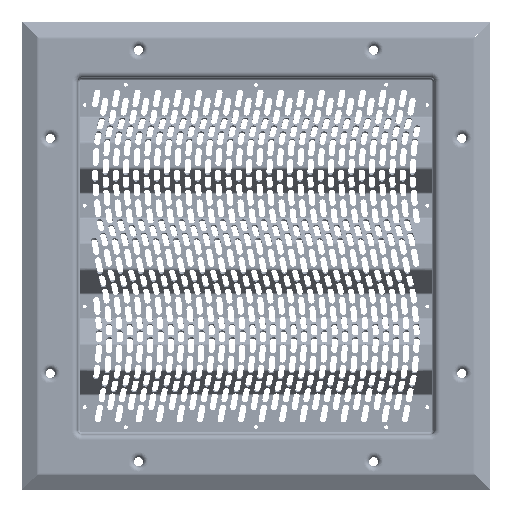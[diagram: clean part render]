
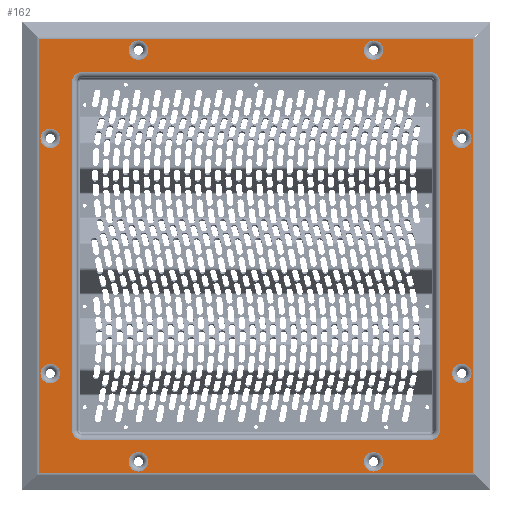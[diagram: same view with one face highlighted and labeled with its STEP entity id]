
A CAD part, front view. The second image highlights one B-rep face of the part: STEP entity #162.
In plain terms, the highlighted planar face has unit normal (0, -1, 0).
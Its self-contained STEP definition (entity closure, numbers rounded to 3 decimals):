
#162=ADVANCED_FACE('',(#4844,#4846,#4848,#4850,#4852,#4854,#4856,#4858,#4860,#4862),
#4864,.F.);
#4844=FACE_BOUND('',#4845,.T.);
#4845=EDGE_LOOP('',(#71586,#71587,#71588,#71589));
#4846=FACE_BOUND('',#4847,.T.);
#4847=EDGE_LOOP('',(#71590));
#4848=FACE_BOUND('',#4849,.T.);
#4849=EDGE_LOOP('',(#71591));
#4850=FACE_BOUND('',#4851,.T.);
#4851=EDGE_LOOP('',(#71592));
#4852=FACE_BOUND('',#4853,.T.);
#4853=EDGE_LOOP('',(#71593));
#4854=FACE_BOUND('',#4855,.T.);
#4855=EDGE_LOOP('',(#71594));
#4856=FACE_BOUND('',#4857,.T.);
#4857=EDGE_LOOP('',(#71595));
#4858=FACE_BOUND('',#4859,.T.);
#4859=EDGE_LOOP('',(#71596));
#4860=FACE_BOUND('',#4861,.T.);
#4861=EDGE_LOOP('',(#71597,#71598,#71599,#71600,#71601,#71602,#71603,#71604));
#4862=FACE_BOUND('',#4863,.T.);
#4863=EDGE_LOOP('',(#71605));
#4864=PLANE('',#4865);
#4865=AXIS2_PLACEMENT_3D('',#4866,#4867,#4868);
#4866=CARTESIAN_POINT('',(0.,0.,0.));
#4867=DIRECTION('',(0.,1.,0.));
#4868=DIRECTION('',(-1.,0.,0.));
#71586=ORIENTED_EDGE('',*,*,#98282,.T.);
#71587=ORIENTED_EDGE('',*,*,#98283,.T.);
#71588=ORIENTED_EDGE('',*,*,#98284,.T.);
#71589=ORIENTED_EDGE('',*,*,#98285,.T.);
#71590=ORIENTED_EDGE('',*,*,#98286,.T.);
#71591=ORIENTED_EDGE('',*,*,#98287,.T.);
#71592=ORIENTED_EDGE('',*,*,#98288,.T.);
#71593=ORIENTED_EDGE('',*,*,#98289,.T.);
#71594=ORIENTED_EDGE('',*,*,#98290,.T.);
#71595=ORIENTED_EDGE('',*,*,#98291,.T.);
#71596=ORIENTED_EDGE('',*,*,#98292,.T.);
#71597=ORIENTED_EDGE('',*,*,#98293,.F.);
#71598=ORIENTED_EDGE('',*,*,#98294,.F.);
#71599=ORIENTED_EDGE('',*,*,#98295,.F.);
#71600=ORIENTED_EDGE('',*,*,#98296,.F.);
#71601=ORIENTED_EDGE('',*,*,#98297,.F.);
#71602=ORIENTED_EDGE('',*,*,#98298,.F.);
#71603=ORIENTED_EDGE('',*,*,#98299,.F.);
#71604=ORIENTED_EDGE('',*,*,#98300,.F.);
#71605=ORIENTED_EDGE('',*,*,#98301,.F.);
#98282=EDGE_CURVE('',#111630,#111631,#111632,.T.);
#98283=EDGE_CURVE('',#111631,#111633,#111634,.T.);
#98284=EDGE_CURVE('',#111633,#111635,#111636,.T.);
#98285=EDGE_CURVE('',#111635,#111630,#111637,.T.);
#98286=EDGE_CURVE('',#111638,#111638,#111639,.F.);
#98287=EDGE_CURVE('',#111640,#111640,#111641,.F.);
#98288=EDGE_CURVE('',#111642,#111642,#111643,.F.);
#98289=EDGE_CURVE('',#111644,#111644,#111645,.F.);
#98290=EDGE_CURVE('',#111646,#111646,#111647,.F.);
#98291=EDGE_CURVE('',#111648,#111648,#111649,.F.);
#98292=EDGE_CURVE('',#111650,#111650,#111651,.F.);
#98293=EDGE_CURVE('',#111652,#111653,#111654,.T.);
#98294=EDGE_CURVE('',#111655,#111652,#111656,.T.);
#98295=EDGE_CURVE('',#111657,#111655,#111658,.T.);
#98296=EDGE_CURVE('',#111659,#111657,#111660,.T.);
#98297=EDGE_CURVE('',#111661,#111659,#111662,.T.);
#98298=EDGE_CURVE('',#111663,#111661,#111664,.T.);
#98299=EDGE_CURVE('',#111665,#111663,#111666,.T.);
#98300=EDGE_CURVE('',#111653,#111665,#111667,.T.);
#98301=EDGE_CURVE('',#111668,#111668,#111669,.T.);
#111630=VERTEX_POINT('',#132942);
#111631=VERTEX_POINT('',#132943);
#111632=LINE('',#132944,#132945);
#111633=VERTEX_POINT('',#132947);
#111634=LINE('',#132948,#132949);
#111635=VERTEX_POINT('',#132951);
#111636=LINE('',#132952,#132953);
#111637=LINE('',#132955,#132956);
#111638=VERTEX_POINT('',#132958);
#111639=CIRCLE('',#132959,8.137);
#111640=VERTEX_POINT('',#132963);
#111641=CIRCLE('',#132964,8.137);
#111642=VERTEX_POINT('',#132968);
#111643=CIRCLE('',#132969,8.137);
#111644=VERTEX_POINT('',#132973);
#111645=CIRCLE('',#132974,8.137);
#111646=VERTEX_POINT('',#132978);
#111647=CIRCLE('',#132979,8.137);
#111648=VERTEX_POINT('',#132983);
#111649=CIRCLE('',#132984,8.137);
#111650=VERTEX_POINT('',#132988);
#111651=CIRCLE('',#132989,8.137);
#111652=VERTEX_POINT('',#132993);
#111653=VERTEX_POINT('',#132994);
#111654=LINE('',#132995,#132996);
#111655=VERTEX_POINT('',#132998);
#111656=CIRCLE('',#132999,8.26);
#111657=VERTEX_POINT('',#133003);
#111658=LINE('',#133004,#133005);
#111659=VERTEX_POINT('',#133007);
#111660=CIRCLE('',#133008,8.26);
#111661=VERTEX_POINT('',#133012);
#111662=LINE('',#133013,#133014);
#111663=VERTEX_POINT('',#133016);
#111664=CIRCLE('',#133017,8.26);
#111665=VERTEX_POINT('',#133021);
#111666=LINE('',#133022,#133023);
#111667=CIRCLE('',#133025,8.26);
#111668=VERTEX_POINT('',#133029);
#111669=CIRCLE('',#133030,8.137);
#132942=CARTESIAN_POINT('',(-362.2,0.,0.));
#132943=CARTESIAN_POINT('',(0.,0.,0.));
#132944=CARTESIAN_POINT('',(-362.2,0.,0.));
#132945=VECTOR('',#132946,1.);
#132946=DIRECTION('',(1.,0.,0.));
#132947=CARTESIAN_POINT('',(0.,0.,362.2));
#132948=CARTESIAN_POINT('',(0.,0.,0.));
#132949=VECTOR('',#132950,1.);
#132950=DIRECTION('',(0.,0.,1.));
#132951=CARTESIAN_POINT('',(-362.2,0.,362.2));
#132952=CARTESIAN_POINT('',(0.,0.,362.2));
#132953=VECTOR('',#132954,1.);
#132954=DIRECTION('',(-1.,0.,0.));
#132955=CARTESIAN_POINT('',(-362.2,0.,362.2));
#132956=VECTOR('',#132957,1.);
#132957=DIRECTION('',(0.,0.,-1.));
#132958=CARTESIAN_POINT('',(-352.61,0.,91.237));
#132959=AXIS2_PLACEMENT_3D('',#132960,#132961,#132962);
#132960=CARTESIAN_POINT('',(-352.61,0.,83.1));
#132961=DIRECTION('',(0.,-1.,0.));
#132962=DIRECTION('',(0.,0.,1.));
#132963=CARTESIAN_POINT('',(-83.1,0.,17.727));
#132964=AXIS2_PLACEMENT_3D('',#132965,#132966,#132967);
#132965=CARTESIAN_POINT('',(-83.1,0.,9.59));
#132966=DIRECTION('',(0.,-1.,0.));
#132967=DIRECTION('',(0.,0.,1.));
#132968=CARTESIAN_POINT('',(-9.59,0.,91.237));
#132969=AXIS2_PLACEMENT_3D('',#132970,#132971,#132972);
#132970=CARTESIAN_POINT('',(-9.59,0.,83.1));
#132971=DIRECTION('',(0.,-1.,0.));
#132972=DIRECTION('',(0.,0.,1.));
#132973=CARTESIAN_POINT('',(-9.59,0.,287.237));
#132974=AXIS2_PLACEMENT_3D('',#132975,#132976,#132977);
#132975=CARTESIAN_POINT('',(-9.59,0.,279.1));
#132976=DIRECTION('',(0.,-1.,0.));
#132977=DIRECTION('',(0.,0.,1.));
#132978=CARTESIAN_POINT('',(-83.1,0.,360.747));
#132979=AXIS2_PLACEMENT_3D('',#132980,#132981,#132982);
#132980=CARTESIAN_POINT('',(-83.1,0.,352.61));
#132981=DIRECTION('',(0.,-1.,0.));
#132982=DIRECTION('',(0.,0.,1.));
#132983=CARTESIAN_POINT('',(-279.1,0.,360.747));
#132984=AXIS2_PLACEMENT_3D('',#132985,#132986,#132987);
#132985=CARTESIAN_POINT('',(-279.1,0.,352.61));
#132986=DIRECTION('',(0.,-1.,0.));
#132987=DIRECTION('',(0.,0.,1.));
#132988=CARTESIAN_POINT('',(-352.61,0.,287.237));
#132989=AXIS2_PLACEMENT_3D('',#132990,#132991,#132992);
#132990=CARTESIAN_POINT('',(-352.61,0.,279.1));
#132991=DIRECTION('',(0.,-1.,0.));
#132992=DIRECTION('',(0.,0.,1.));
#132993=CARTESIAN_POINT('',(-35.98,0.,334.48));
#132994=CARTESIAN_POINT('',(-326.22,0.,334.48));
#132995=CARTESIAN_POINT('',(-35.98,0.,334.48));
#132996=VECTOR('',#132997,1.);
#132997=DIRECTION('',(-1.,0.,0.));
#132998=CARTESIAN_POINT('',(-27.72,0.,326.22));
#132999=AXIS2_PLACEMENT_3D('',#133000,#133001,#133002);
#133000=CARTESIAN_POINT('',(-35.98,0.,326.22));
#133001=DIRECTION('',(0.,-1.,0.));
#133002=DIRECTION('',(1.,0.,0.));
#133003=CARTESIAN_POINT('',(-27.72,0.,35.98));
#133004=CARTESIAN_POINT('',(-27.72,0.,35.98));
#133005=VECTOR('',#133006,1.);
#133006=DIRECTION('',(0.,0.,1.));
#133007=CARTESIAN_POINT('',(-35.98,0.,27.72));
#133008=AXIS2_PLACEMENT_3D('',#133009,#133010,#133011);
#133009=CARTESIAN_POINT('',(-35.98,0.,35.98));
#133010=DIRECTION('',(0.,-1.,0.));
#133011=DIRECTION('',(0.,0.,-1.));
#133012=CARTESIAN_POINT('',(-326.22,0.,27.72));
#133013=CARTESIAN_POINT('',(-326.22,0.,27.72));
#133014=VECTOR('',#133015,1.);
#133015=DIRECTION('',(1.,0.,0.));
#133016=CARTESIAN_POINT('',(-334.48,0.,35.98));
#133017=AXIS2_PLACEMENT_3D('',#133018,#133019,#133020);
#133018=CARTESIAN_POINT('',(-326.22,0.,35.98));
#133019=DIRECTION('',(0.,-1.,0.));
#133020=DIRECTION('',(-1.,0.,0.));
#133021=CARTESIAN_POINT('',(-334.48,0.,326.22));
#133022=CARTESIAN_POINT('',(-334.48,0.,326.22));
#133023=VECTOR('',#133024,1.);
#133024=DIRECTION('',(0.,0.,-1.));
#133025=AXIS2_PLACEMENT_3D('',#133026,#133027,#133028);
#133026=CARTESIAN_POINT('',(-326.22,0.,326.22));
#133027=DIRECTION('',(0.,-1.,0.));
#133028=DIRECTION('',(0.,0.,1.));
#133029=CARTESIAN_POINT('',(-279.1,0.,17.727));
#133030=AXIS2_PLACEMENT_3D('',#133031,#133032,#133033);
#133031=CARTESIAN_POINT('',(-279.1,0.,9.59));
#133032=DIRECTION('',(0.,-1.,0.));
#133033=DIRECTION('',(0.,0.,1.));
